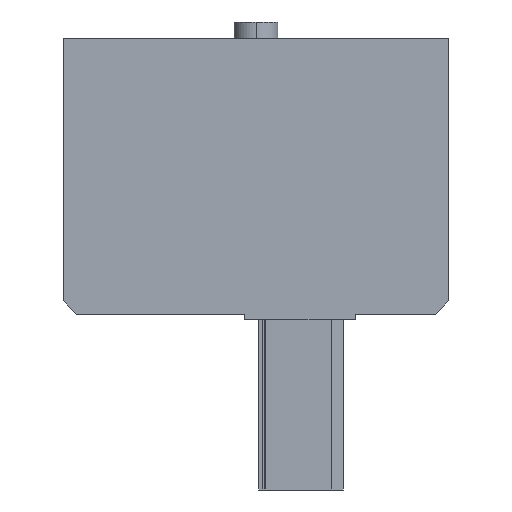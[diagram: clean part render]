
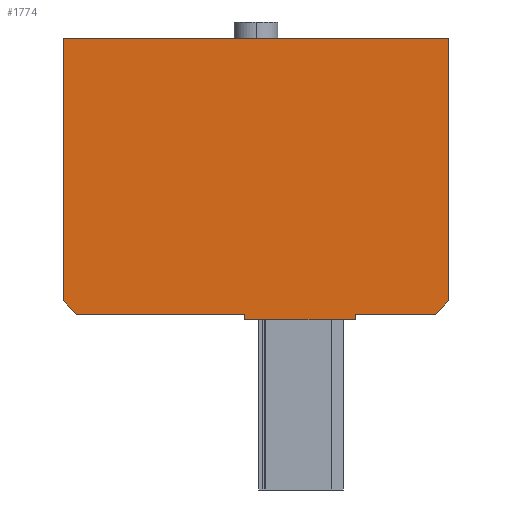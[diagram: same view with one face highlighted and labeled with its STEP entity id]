
A CAD part, left-side view. The second image highlights one B-rep face of the part: STEP entity #1774.
In plain terms, the highlighted planar face has unit normal (-1, 0, 0).
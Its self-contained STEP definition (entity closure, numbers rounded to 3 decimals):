
#1706=AXIS2_PLACEMENT_3D('Plane Axis2P3D',#1703,#1704,#1705) ;
#144=CARTESIAN_POINT('Vertex',(0.,35.05,41.05)) ;
#147=CARTESIAN_POINT('Line Origine',(0.,17.525,41.05)) ;
#151=CARTESIAN_POINT('Vertex',(0.,0.,41.05)) ;
#1139=CARTESIAN_POINT('Line Origine',(0.,35.05,29.125)) ;
#1143=CARTESIAN_POINT('Vertex',(0.,35.05,17.2)) ;
#1703=CARTESIAN_POINT('Axis2P3D Location',(0.,0.,0.)) ;
#1708=CARTESIAN_POINT('Line Origine',(0.,0.,29.125)) ;
#1712=CARTESIAN_POINT('Vertex',(0.,0.,17.2)) ;
#1715=CARTESIAN_POINT('Line Origine',(0.,34.45,16.6)) ;
#1719=CARTESIAN_POINT('Vertex',(0.,33.85,16.)) ;
#1722=CARTESIAN_POINT('Line Origine',(0.,26.2,16.)) ;
#1726=CARTESIAN_POINT('Vertex',(0.,18.55,16.)) ;
#1729=CARTESIAN_POINT('Line Origine',(0.,18.55,15.75)) ;
#1733=CARTESIAN_POINT('Vertex',(0.,18.55,15.5)) ;
#1736=CARTESIAN_POINT('Line Origine',(0.,13.525,15.5)) ;
#1740=CARTESIAN_POINT('Vertex',(0.,8.5,15.5)) ;
#1743=CARTESIAN_POINT('Line Origine',(0.,8.5,15.75)) ;
#1747=CARTESIAN_POINT('Vertex',(0.,8.5,16.)) ;
#1750=CARTESIAN_POINT('Line Origine',(0.,4.85,16.)) ;
#1754=CARTESIAN_POINT('Vertex',(0.,1.2,16.)) ;
#1757=CARTESIAN_POINT('Line Origine',(0.,0.6,16.6)) ;
#148=DIRECTION('Vector Direction',(0.,1.,0.)) ;
#1140=DIRECTION('Vector Direction',(0.,0.,-1.)) ;
#1704=DIRECTION('Axis2P3D Direction',(-1.,0.,0.)) ;
#1705=DIRECTION('Axis2P3D XDirection',(0.,0.,1.)) ;
#1709=DIRECTION('Vector Direction',(0.,0.,1.)) ;
#1716=DIRECTION('Vector Direction',(0.,-0.707,-0.707)) ;
#1723=DIRECTION('Vector Direction',(0.,-1.,0.)) ;
#1730=DIRECTION('Vector Direction',(0.,0.,-1.)) ;
#1737=DIRECTION('Vector Direction',(0.,-1.,0.)) ;
#1744=DIRECTION('Vector Direction',(0.,0.,-1.)) ;
#1751=DIRECTION('Vector Direction',(0.,-1.,0.)) ;
#1758=DIRECTION('Vector Direction',(0.,-0.707,0.707)) ;
#149=VECTOR('Line Direction',#148,1.) ;
#1141=VECTOR('Line Direction',#1140,1.) ;
#1710=VECTOR('Line Direction',#1709,1.) ;
#1717=VECTOR('Line Direction',#1716,1.) ;
#1724=VECTOR('Line Direction',#1723,1.) ;
#1731=VECTOR('Line Direction',#1730,1.) ;
#1738=VECTOR('Line Direction',#1737,1.) ;
#1745=VECTOR('Line Direction',#1744,1.) ;
#1752=VECTOR('Line Direction',#1751,1.) ;
#1759=VECTOR('Line Direction',#1758,1.) ;
#1763=ORIENTED_EDGE('',*,*,#1714,.T.) ;
#1764=ORIENTED_EDGE('',*,*,#153,.T.) ;
#1765=ORIENTED_EDGE('',*,*,#1145,.T.) ;
#1766=ORIENTED_EDGE('',*,*,#1721,.T.) ;
#1767=ORIENTED_EDGE('',*,*,#1728,.T.) ;
#1768=ORIENTED_EDGE('',*,*,#1735,.T.) ;
#1769=ORIENTED_EDGE('',*,*,#1742,.T.) ;
#1770=ORIENTED_EDGE('',*,*,#1749,.T.) ;
#1771=ORIENTED_EDGE('',*,*,#1756,.T.) ;
#1772=ORIENTED_EDGE('',*,*,#1761,.T.) ;
#1774=ADVANCED_FACE('HOUSING',(#1773),#1707,.T.) ;
#153=EDGE_CURVE('',#152,#145,#150,.T.) ;
#1145=EDGE_CURVE('',#145,#1144,#1142,.T.) ;
#1714=EDGE_CURVE('',#1713,#152,#1711,.T.) ;
#1721=EDGE_CURVE('',#1144,#1720,#1718,.T.) ;
#1728=EDGE_CURVE('',#1720,#1727,#1725,.T.) ;
#1735=EDGE_CURVE('',#1727,#1734,#1732,.T.) ;
#1742=EDGE_CURVE('',#1734,#1741,#1739,.T.) ;
#1749=EDGE_CURVE('',#1741,#1748,#1746,.F.) ;
#1756=EDGE_CURVE('',#1748,#1755,#1753,.T.) ;
#1761=EDGE_CURVE('',#1755,#1713,#1760,.T.) ;
#1762=EDGE_LOOP('',(#1763,#1764,#1765,#1766,#1767,#1768,#1769,#1770,#1771,#1772)) ;
#1773=FACE_OUTER_BOUND('',#1762,.T.) ;
#150=LINE('Line',#147,#149) ;
#1142=LINE('Line',#1139,#1141) ;
#1711=LINE('Line',#1708,#1710) ;
#1718=LINE('Line',#1715,#1717) ;
#1725=LINE('Line',#1722,#1724) ;
#1732=LINE('Line',#1729,#1731) ;
#1739=LINE('Line',#1736,#1738) ;
#1746=LINE('Line',#1743,#1745) ;
#1753=LINE('Line',#1750,#1752) ;
#1760=LINE('Line',#1757,#1759) ;
#1707=PLANE('',#1706) ;
#145=VERTEX_POINT('',#144) ;
#152=VERTEX_POINT('',#151) ;
#1144=VERTEX_POINT('',#1143) ;
#1713=VERTEX_POINT('',#1712) ;
#1720=VERTEX_POINT('',#1719) ;
#1727=VERTEX_POINT('',#1726) ;
#1734=VERTEX_POINT('',#1733) ;
#1741=VERTEX_POINT('',#1740) ;
#1748=VERTEX_POINT('',#1747) ;
#1755=VERTEX_POINT('',#1754) ;
